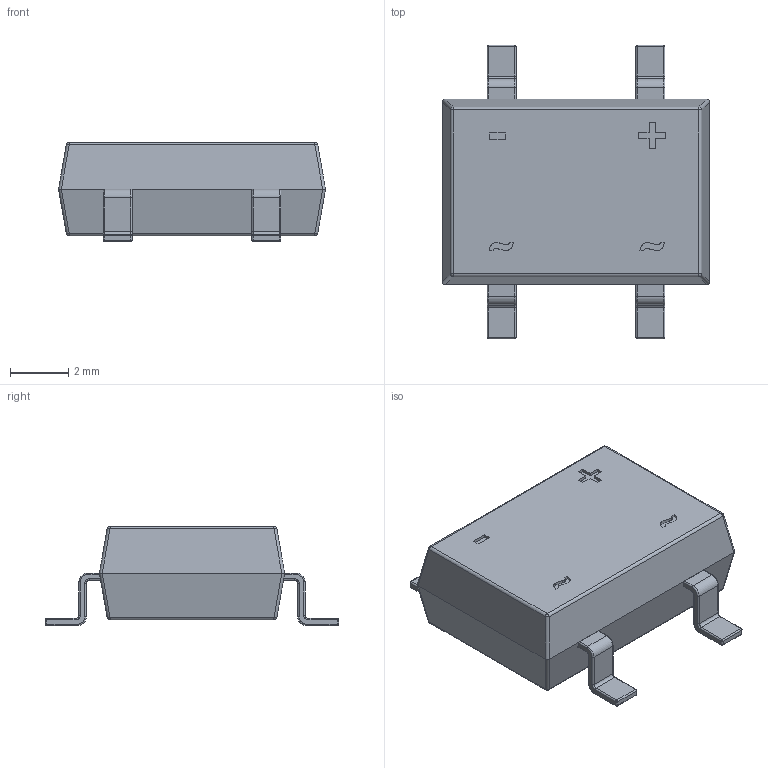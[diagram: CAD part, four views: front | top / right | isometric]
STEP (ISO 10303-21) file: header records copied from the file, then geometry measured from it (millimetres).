
FILE_DESCRIPTION (( 'STEP AP214' ), '1' );
FILE_NAME ('User Library-DB-1S.STEP', '2019-01-01T14:14:26', ( '' ), ( '' ), 'SwSTEP 2.0', 'SolidWorks 2018', '' );
FILE_SCHEMA (( 'AUTOMOTIVE_DESIGN' ));
Length unit declared in the file: millimetre
Products named in the file (3): User Library-DB-1S; User Library-DB-1S_DB-1S_BODY_1; User Library-DB-1S_DB-1S_PIN_1
Assembly tree (5 placements, depth 2):
  User Library-DB-1S
    User Library-DB-1S_DB-1S_BODY_1
    User Library-DB-1S_DB-1S_PIN_1  x4
Bounding box: 9.15 x 10.05 x 3.4 mm (x, y, z)
Volume: 175.3 mm3; surface area: 228.4 mm2
Topology: 5 solids, 5 shells, 240 faces, 550 edges, 308 vertices
Faces by surface type: cylinder 96, plane 74, bspline 70
Entity records: 5620 total; most frequent: CARTESIAN_POINT 1886, ORIENTED_EDGE 516, DIRECTION 450, EDGE_CURVE 258, VECTOR 154, LINE 154, VERTEX_POINT 152, AXIS2_PLACEMENT_3D 148
